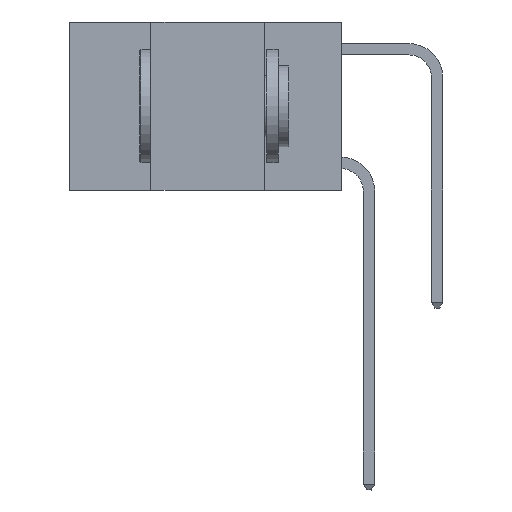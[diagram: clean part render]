
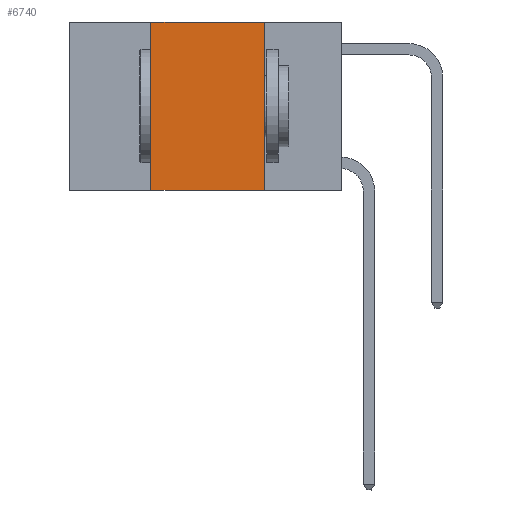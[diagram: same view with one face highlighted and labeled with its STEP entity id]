
A CAD part, left-side view. The second image highlights one B-rep face of the part: STEP entity #6740.
In plain terms, the highlighted planar face has unit normal (-1, 0, 0).
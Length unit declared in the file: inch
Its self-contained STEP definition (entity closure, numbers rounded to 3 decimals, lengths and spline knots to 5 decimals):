
#171 = VECTOR ( 'NONE', #1254, 39.37008 ) ;
#1254 = DIRECTION ( 'NONE',  ( 0., 0., 1. ) ) ;
#1461 = CARTESIAN_POINT ( 'NONE',  ( 0., 0.17, 0. ) ) ;
#2683 = LINE ( 'NONE', #8671, #8977 ) ;
#2884 = EDGE_CURVE ( 'NONE', #9670, #8257, #3798, .T. ) ;
#3188 = PLANE ( 'NONE',  #4825 ) ;
#3798 = LINE ( 'NONE', #9491, #11498 ) ;
#4072 = LINE ( 'NONE', #5107, #14269 ) ;
#4248 = CARTESIAN_POINT ( 'NONE',  ( 0., 0.17, -0.37 ) ) ;
#4825 = AXIS2_PLACEMENT_3D ( 'NONE', #14711, #7322, #15929 ) ;
#5107 = CARTESIAN_POINT ( 'NONE',  ( 0., 0.17, 0. ) ) ;
#5474 = ORIENTED_EDGE ( 'NONE', *, *, #14471, .T. ) ;
#5550 = ORIENTED_EDGE ( 'NONE', *, *, #2884, .F. ) ;
#6204 = DIRECTION ( 'NONE',  ( 0., -1., 0. ) ) ;
#6740 = ADVANCED_FACE ( 'NONE', ( #14223 ), #3188, .F. ) ;
#6790 = CARTESIAN_POINT ( 'NONE',  ( 0., 0.42, -0.37 ) ) ;
#7322 = DIRECTION ( 'NONE',  ( 1., 0., 0. ) ) ;
#7588 = CARTESIAN_POINT ( 'NONE',  ( 0., 0.42, 0. ) ) ;
#7948 = CARTESIAN_POINT ( 'NONE',  ( 0., 0.42, 0. ) ) ;
#8257 = VERTEX_POINT ( 'NONE', #1461 ) ;
#8303 = EDGE_LOOP ( 'NONE', ( #11688, #5550, #15570, #5474 ) ) ;
#8671 = CARTESIAN_POINT ( 'NONE',  ( 0., 0.6, -0.37 ) ) ;
#8977 = VECTOR ( 'NONE', #6204, 39.37008 ) ;
#9461 = DIRECTION ( 'NONE',  ( 0., -1., 0. ) ) ;
#9491 = CARTESIAN_POINT ( 'NONE',  ( 0., 0.6, 0. ) ) ;
#9670 = VERTEX_POINT ( 'NONE', #7588 ) ;
#9926 = EDGE_CURVE ( 'NONE', #14017, #9670, #11041, .T. ) ;
#10088 = VERTEX_POINT ( 'NONE', #4248 ) ;
#11041 = LINE ( 'NONE', #7948, #171 ) ;
#11498 = VECTOR ( 'NONE', #9461, 39.37008 ) ;
#11688 = ORIENTED_EDGE ( 'NONE', *, *, #16496, .F. ) ;
#13916 = DIRECTION ( 'NONE',  ( 0., 0., -1. ) ) ;
#14017 = VERTEX_POINT ( 'NONE', #6790 ) ;
#14223 = FACE_OUTER_BOUND ( 'NONE', #8303, .T. ) ;
#14269 = VECTOR ( 'NONE', #13916, 39.37008 ) ;
#14471 = EDGE_CURVE ( 'NONE', #14017, #10088, #2683, .T. ) ;
#14711 = CARTESIAN_POINT ( 'NONE',  ( 0., 0.6, 0. ) ) ;
#15570 = ORIENTED_EDGE ( 'NONE', *, *, #9926, .F. ) ;
#15929 = DIRECTION ( 'NONE',  ( 0., 0., -1. ) ) ;
#16496 = EDGE_CURVE ( 'NONE', #8257, #10088, #4072, .T. ) ;
